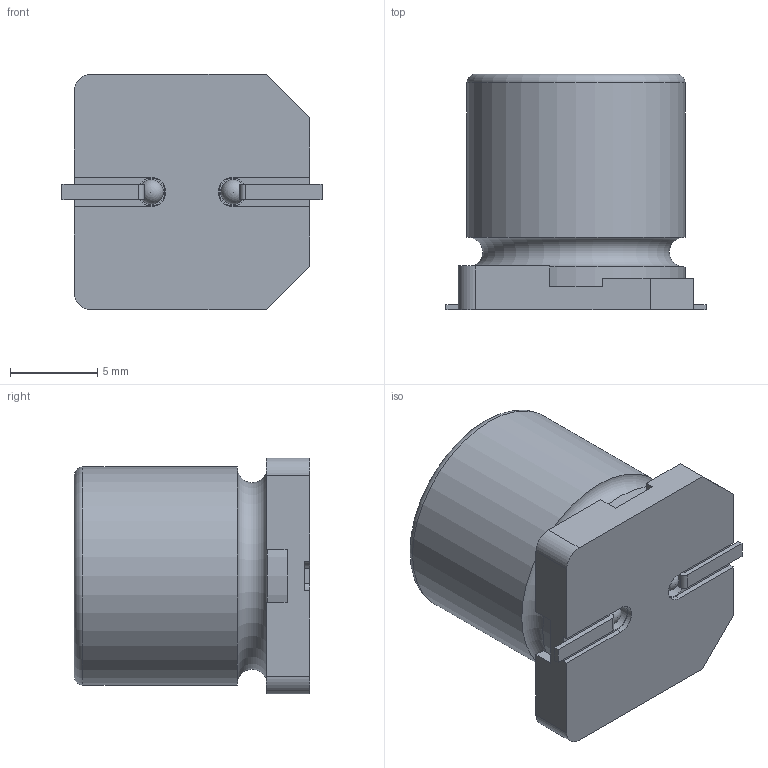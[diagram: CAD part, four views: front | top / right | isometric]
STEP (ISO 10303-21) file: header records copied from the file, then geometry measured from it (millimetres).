
FILE_DESCRIPTION(/* description */ (''),/* implementation_level */ '2;1');
FILE_NAME(/* name */ 'Panasonic size code H13.stp',/* time_stamp */ '2019-01-22T11:23:37+00:00',/* author */ ('callum.snowden'),/* organization */ (''),/* preprocessor_version */ 'ST-DEVELOPER v17',/* originating_system */ 'Autodesk Inventor 2018',/* authorisation */ '');
FILE_SCHEMA (('AUTOMOTIVE_DESIGN { 1 0 10303 214 3 1 1 }'));
Length unit declared in the file: millimetre
Products named in the file (5): Assembly1; 12.5 SIZE CODE H13; •W€SIZE CODE H13-001; •W€SIZE CODE H13-002; •W€SIZE CODE H13-003
Assembly tree (5 placements, depth 3):
  Assembly1
    12.5 SIZE CODE H13
      •W€SIZE CODE H13-001
      •W€SIZE CODE H13-002
      •W€SIZE CODE H13-003  x2
Bounding box: 14.9 x 13.5 x 13.5 mm (x, y, z)
Volume: 1713.7 mm3; surface area: 1270.9 mm2
Topology: 4 solids, 4 shells, 73 faces, 199 edges, 133 vertices
Faces by surface type: plane 53, cylinder 16, torus 2, sphere 2
Full cylindrical faces by diameter (mm): 1.4 x2, 1.6 x2, 12.5 x2
Entity records: 2128 total; most frequent: DIRECTION 352, CARTESIAN_POINT 345, ORIENTED_EDGE 328, EDGE_CURVE 164, AXIS2_PLACEMENT_3D 118, LINE 116, VECTOR 116, VERTEX_POINT 111
